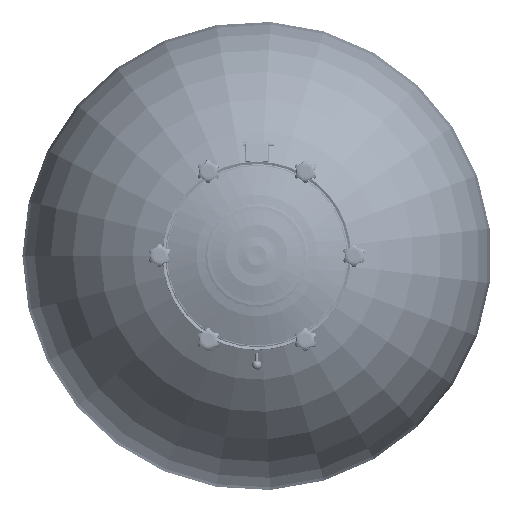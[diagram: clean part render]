
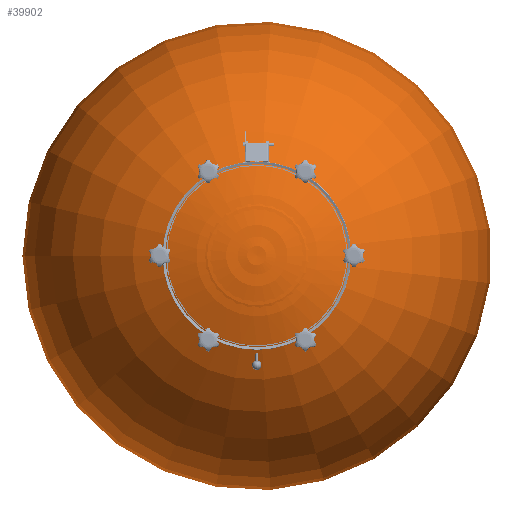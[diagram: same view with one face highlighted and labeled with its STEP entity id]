
A CAD part, top view. The second image highlights one B-rep face of the part: STEP entity #39902.
In plain terms, the highlighted toroidal (fillet/blend) face has major radius 1.93 mm and minor radius 795 mm.
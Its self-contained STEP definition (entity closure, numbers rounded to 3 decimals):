
#172=VERTEX_LOOP('',#26340);
#176=DEGENERATE_TOROIDAL_SURFACE('',#63289,1.93,795.,.T.);
#7997=ORIENTED_EDGE('',*,*,#20192,.F.);
#20192=EDGE_CURVE('',#26338,#26338,#29299,.T.);
#26338=VERTEX_POINT('',#81286);
#26340=VERTEX_POINT('',#81290);
#29299=CIRCLE('',#63287,303.5);
#31320=EDGE_LOOP('',(#7997));
#34791=FACE_BOUND('',#172,.T.);
#34792=FACE_BOUND('',#31320,.T.);
#39902=ADVANCED_FACE('',(#34791,#34792),#176,.T.);
#63287=AXIS2_PLACEMENT_3D('',#81285,#68987,#68988);
#63289=AXIS2_PLACEMENT_3D('',#81289,#68991,#68992);
#68987=DIRECTION('',(0.,0.,-1.));
#68988=DIRECTION('',(-1.,0.,0.));
#68991=DIRECTION('',(0.,0.,-1.));
#68992=DIRECTION('',(-1.,0.,0.));
#81285=CARTESIAN_POINT('',(0.,0.,4.584));
#81286=CARTESIAN_POINT('',(-303.5,0.,4.584));
#81289=CARTESIAN_POINT('',(0.,0.,-730.998));
#81290=CARTESIAN_POINT('',(0.,0.,
64.));
